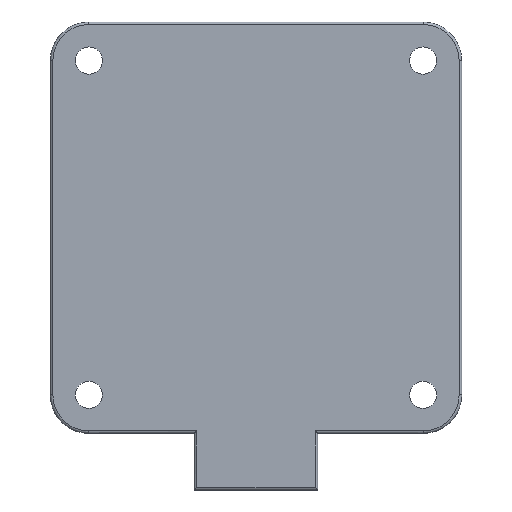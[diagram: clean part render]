
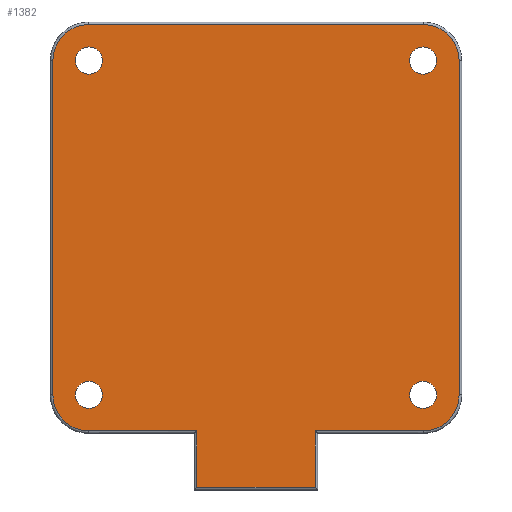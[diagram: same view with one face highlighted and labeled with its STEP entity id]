
A CAD part, front view. The second image highlights one B-rep face of the part: STEP entity #1382.
In plain terms, the highlighted planar face has unit normal (0, -1, 0).
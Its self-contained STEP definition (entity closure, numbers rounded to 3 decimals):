
#234=CARTESIAN_POINT('',(32.5,-36.,32.5));
#235=DIRECTION('',(0.,1.,0.));
#236=DIRECTION('',(1.,0.,0.));
#237=AXIS2_PLACEMENT_3D('',#234,#235,#236);
#242=CARTESIAN_POINT('',(32.5,-36.,32.5));
#243=DIRECTION('',(0.,1.,0.));
#244=DIRECTION('',(-1.,0.,0.));
#245=AXIS2_PLACEMENT_3D('',#242,#243,#244);
#250=CARTESIAN_POINT('',(32.5,-36.,-32.5));
#251=DIRECTION('',(0.,1.,0.));
#252=DIRECTION('',(0.,0.,-1.));
#253=AXIS2_PLACEMENT_3D('',#250,#251,#252);
#258=CARTESIAN_POINT('',(32.5,-36.,-32.5));
#259=DIRECTION('',(0.,1.,0.));
#260=DIRECTION('',(0.,0.,1.));
#261=AXIS2_PLACEMENT_3D('',#258,#259,#260);
#266=CARTESIAN_POINT('',(-32.5,-36.,-32.5));
#267=DIRECTION('',(0.,1.,0.));
#268=DIRECTION('',(-1.,0.,0.));
#269=AXIS2_PLACEMENT_3D('',#266,#267,#268);
#274=CARTESIAN_POINT('',(-32.5,-36.,-32.5));
#275=DIRECTION('',(0.,1.,0.));
#276=DIRECTION('',(1.,0.,0.));
#277=AXIS2_PLACEMENT_3D('',#274,#275,#276);
#282=CARTESIAN_POINT('',(-32.5,-36.,32.5));
#283=DIRECTION('',(0.,1.,0.));
#284=DIRECTION('',(0.,0.,1.));
#285=AXIS2_PLACEMENT_3D('',#282,#283,#284);
#290=CARTESIAN_POINT('',(-32.5,-36.,32.5));
#291=DIRECTION('',(0.,1.,0.));
#292=DIRECTION('',(0.,0.,-1.));
#293=AXIS2_PLACEMENT_3D('',#290,#291,#292);
#298=DIRECTION('',(0.,0.,1.));
#299=VECTOR('',#298,11.);
#300=CARTESIAN_POINT('',(-11.5,-36.,-50.5));
#301=LINE('',#300,#299);
#305=DIRECTION('',(1.,0.,0.));
#306=VECTOR('',#305,21.);
#307=CARTESIAN_POINT('',(-32.5,-36.,-39.5));
#308=LINE('',#307,#306);
#312=CARTESIAN_POINT('',(-32.5,-36.,-32.5));
#313=DIRECTION('',(0.,-1.,0.));
#314=DIRECTION('',(-1.,0.,0.));
#315=AXIS2_PLACEMENT_3D('',#312,#313,#314);
#320=DIRECTION('',(0.,0.,-1.));
#321=VECTOR('',#320,65.);
#322=CARTESIAN_POINT('',(-39.5,-36.,32.5));
#323=LINE('',#322,#321);
#327=CARTESIAN_POINT('',(-32.5,-36.,32.5));
#328=DIRECTION('',(0.,-1.,0.));
#329=DIRECTION('',(0.,0.,1.));
#330=AXIS2_PLACEMENT_3D('',#327,#328,#329);
#335=DIRECTION('',(-1.,0.,0.));
#336=VECTOR('',#335,65.);
#337=CARTESIAN_POINT('',(32.5,-36.,39.5));
#338=LINE('',#337,#336);
#342=CARTESIAN_POINT('',(32.5,-36.,32.5));
#343=DIRECTION('',(0.,-1.,0.));
#344=DIRECTION('',(1.,0.,0.));
#345=AXIS2_PLACEMENT_3D('',#342,#343,#344);
#350=DIRECTION('',(0.,0.,1.));
#351=VECTOR('',#350,65.);
#352=CARTESIAN_POINT('',(39.5,-36.,-32.5));
#353=LINE('',#352,#351);
#357=CARTESIAN_POINT('',(32.5,-36.,-32.5));
#358=DIRECTION('',(0.,-1.,0.));
#359=DIRECTION('',(0.,0.,-1.));
#360=AXIS2_PLACEMENT_3D('',#357,#358,#359);
#365=DIRECTION('',(1.,0.,0.));
#366=VECTOR('',#365,21.);
#367=CARTESIAN_POINT('',(11.5,-36.,-39.5));
#368=LINE('',#367,#366);
#372=DIRECTION('',(0.,0.,1.));
#373=VECTOR('',#372,11.);
#374=CARTESIAN_POINT('',(11.5,-36.,-50.5));
#375=LINE('',#374,#373);
#379=DIRECTION('',(-1.,0.,0.));
#380=VECTOR('',#379,23.);
#381=CARTESIAN_POINT('',(11.5,-36.,-50.5));
#382=LINE('',#381,#380);
#1069=CARTESIAN_POINT('',(35.15,-36.,32.5));
#1070=CARTESIAN_POINT('',(29.85,-36.,32.5));
#1071=VERTEX_POINT('',#1069);
#1072=VERTEX_POINT('',#1070);
#1085=CARTESIAN_POINT('',(32.5,-36.,-35.15));
#1086=CARTESIAN_POINT('',(32.5,-36.,-29.85));
#1087=VERTEX_POINT('',#1085);
#1088=VERTEX_POINT('',#1086);
#1101=CARTESIAN_POINT('',(-35.15,-36.,-32.5));
#1102=CARTESIAN_POINT('',(-29.85,-36.,-32.5));
#1103=VERTEX_POINT('',#1101);
#1104=VERTEX_POINT('',#1102);
#1117=CARTESIAN_POINT('',(-32.5,-36.,35.15));
#1118=CARTESIAN_POINT('',(-32.5,-36.,29.85));
#1119=VERTEX_POINT('',#1117);
#1120=VERTEX_POINT('',#1118);
#1177=CARTESIAN_POINT('',(-11.5,-36.,-50.5));
#1178=CARTESIAN_POINT('',(-11.5,-36.,-39.5));
#1179=VERTEX_POINT('',#1177);
#1180=VERTEX_POINT('',#1178);
#1181=CARTESIAN_POINT('',(11.5,-36.,-50.5));
#1182=VERTEX_POINT('',#1181);
#1185=CARTESIAN_POINT('',(11.5,-36.,-39.5));
#1186=VERTEX_POINT('',#1185);
#1191=CARTESIAN_POINT('',(-32.5,-36.,-39.5));
#1192=VERTEX_POINT('',#1191);
#1193=CARTESIAN_POINT('',(-39.5,-36.,-32.5));
#1194=VERTEX_POINT('',#1193);
#1197=CARTESIAN_POINT('',(-39.5,-36.,32.5));
#1198=VERTEX_POINT('',#1197);
#1201=CARTESIAN_POINT('',(-32.5,-36.,39.5));
#1202=VERTEX_POINT('',#1201);
#1205=CARTESIAN_POINT('',(32.5,-36.,39.5));
#1206=VERTEX_POINT('',#1205);
#1209=CARTESIAN_POINT('',(39.5,-36.,32.5));
#1210=VERTEX_POINT('',#1209);
#1213=CARTESIAN_POINT('',(39.5,-36.,-32.5));
#1214=VERTEX_POINT('',#1213);
#1217=CARTESIAN_POINT('',(32.5,-36.,-39.5));
#1218=VERTEX_POINT('',#1217);
#1328=CARTESIAN_POINT('',(0.,-36.,0.));
#1329=DIRECTION('',(0.,-1.,0.));
#1330=DIRECTION('',(-1.,0.,0.));
#1331=AXIS2_PLACEMENT_3D('',#1328,#1329,#1330);
#1332=PLANE('',#1331);
#1334=ORIENTED_EDGE('',*,*,#1333,.T.);
#1336=ORIENTED_EDGE('',*,*,#1335,.F.);
#1338=ORIENTED_EDGE('',*,*,#1337,.F.);
#1340=ORIENTED_EDGE('',*,*,#1339,.F.);
#1342=ORIENTED_EDGE('',*,*,#1341,.F.);
#1344=ORIENTED_EDGE('',*,*,#1343,.F.);
#1346=ORIENTED_EDGE('',*,*,#1345,.F.);
#1348=ORIENTED_EDGE('',*,*,#1347,.F.);
#1350=ORIENTED_EDGE('',*,*,#1349,.F.);
#1352=ORIENTED_EDGE('',*,*,#1351,.F.);
#1354=ORIENTED_EDGE('',*,*,#1353,.F.);
#1356=ORIENTED_EDGE('',*,*,#1355,.T.);
#1357=EDGE_LOOP('',(#1334,#1336,#1338,#1340,#1342,#1344,#1346,#1348,#1350,#1352,
#1354,#1356));
#1358=FACE_OUTER_BOUND('',#1357,.F.);
#1359=ORIENTED_EDGE('',*,*,#1318,.F.);
#1361=ORIENTED_EDGE('',*,*,#1360,.F.);
#1362=EDGE_LOOP('',(#1359,#1361));
#1363=FACE_BOUND('',#1362,.F.);
#1365=ORIENTED_EDGE('',*,*,#1364,.F.);
#1367=ORIENTED_EDGE('',*,*,#1366,.F.);
#1368=EDGE_LOOP('',(#1365,#1367));
#1369=FACE_BOUND('',#1368,.F.);
#1371=ORIENTED_EDGE('',*,*,#1370,.F.);
#1373=ORIENTED_EDGE('',*,*,#1372,.F.);
#1374=EDGE_LOOP('',(#1371,#1373));
#1375=FACE_BOUND('',#1374,.F.);
#1377=ORIENTED_EDGE('',*,*,#1376,.F.);
#1379=ORIENTED_EDGE('',*,*,#1378,.F.);
#1380=EDGE_LOOP('',(#1377,#1379));
#1381=FACE_BOUND('',#1380,.F.);
#1382=ADVANCED_FACE('',(#1358,#1363,#1369,#1375,#1381),#1332,.T.);
#238=CIRCLE('',#237,2.65);
#246=CIRCLE('',#245,2.65);
#254=CIRCLE('',#253,2.65);
#262=CIRCLE('',#261,2.65);
#270=CIRCLE('',#269,2.65);
#278=CIRCLE('',#277,2.65);
#286=CIRCLE('',#285,2.65);
#294=CIRCLE('',#293,2.65);
#316=CIRCLE('',#315,7.);
#331=CIRCLE('',#330,7.);
#346=CIRCLE('',#345,7.);
#361=CIRCLE('',#360,7.);
#1318=EDGE_CURVE('',#1071,#1072,#238,.T.);
#1333=EDGE_CURVE('',#1179,#1180,#301,.T.);
#1335=EDGE_CURVE('',#1192,#1180,#308,.T.);
#1337=EDGE_CURVE('',#1194,#1192,#316,.T.);
#1339=EDGE_CURVE('',#1198,#1194,#323,.T.);
#1341=EDGE_CURVE('',#1202,#1198,#331,.T.);
#1343=EDGE_CURVE('',#1206,#1202,#338,.T.);
#1345=EDGE_CURVE('',#1210,#1206,#346,.T.);
#1347=EDGE_CURVE('',#1214,#1210,#353,.T.);
#1349=EDGE_CURVE('',#1218,#1214,#361,.T.);
#1351=EDGE_CURVE('',#1186,#1218,#368,.T.);
#1353=EDGE_CURVE('',#1182,#1186,#375,.T.);
#1355=EDGE_CURVE('',#1182,#1179,#382,.T.);
#1360=EDGE_CURVE('',#1072,#1071,#246,.T.);
#1364=EDGE_CURVE('',#1087,#1088,#254,.T.);
#1366=EDGE_CURVE('',#1088,#1087,#262,.T.);
#1370=EDGE_CURVE('',#1103,#1104,#270,.T.);
#1372=EDGE_CURVE('',#1104,#1103,#278,.T.);
#1376=EDGE_CURVE('',#1119,#1120,#286,.T.);
#1378=EDGE_CURVE('',#1120,#1119,#294,.T.);
